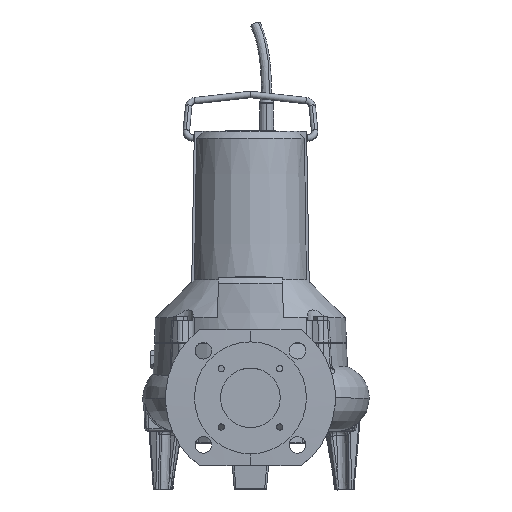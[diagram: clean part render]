
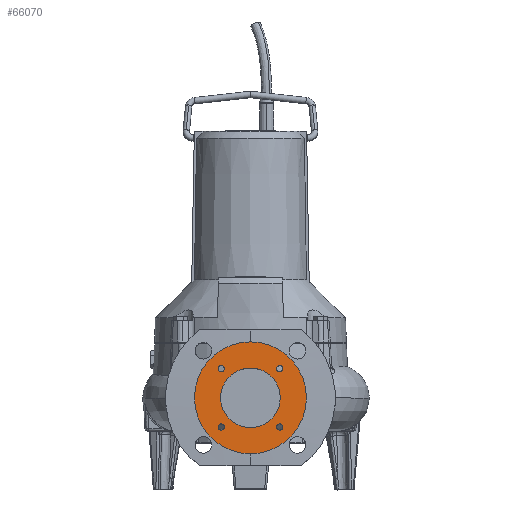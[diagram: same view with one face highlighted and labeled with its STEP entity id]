
A CAD part, top view. The second image highlights one B-rep face of the part: STEP entity #66070.
In plain terms, the highlighted face is planar.
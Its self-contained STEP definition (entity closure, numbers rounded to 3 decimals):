
#438 = DIRECTION ( 'NONE',  ( 0., 0., -1. ) ) ;
#1923 = DIRECTION ( 'NONE',  ( -1., 0., 0. ) ) ;
#2558 = CIRCLE ( 'NONE', #32709, 3.375 ) ;
#2991 = AXIS2_PLACEMENT_3D ( 'NONE', #56731, #17848, #39651 ) ;
#3752 = CARTESIAN_POINT ( 'NONE',  ( 180., 31.82, -31.82 ) ) ;
#3800 = DIRECTION ( 'NONE',  ( -1., 0., 0. ) ) ;
#4484 = DIRECTION ( 'NONE',  ( -1., 0., 0. ) ) ;
#4754 = AXIS2_PLACEMENT_3D ( 'NONE', #12225, #39111, #61274 ) ;
#4845 = EDGE_CURVE ( 'NONE', #29546, #42308, #65645, .T. ) ;
#5278 = DIRECTION ( 'NONE',  ( -1., 0., 0. ) ) ;
#6148 = EDGE_CURVE ( 'NONE', #70711, #25191, #48848, .T. ) ;
#6361 = CARTESIAN_POINT ( 'NONE',  ( 180., 31.82, 31.82 ) ) ;
#6954 = ORIENTED_EDGE ( 'NONE', *, *, #57082, .T. ) ;
#7155 = ORIENTED_EDGE ( 'NONE', *, *, #27671, .T. ) ;
#7172 = ORIENTED_EDGE ( 'NONE', *, *, #4845, .T. ) ;
#7830 = VERTEX_POINT ( 'NONE', #24386 ) ;
#8076 = CARTESIAN_POINT ( 'NONE',  ( 180., -31.82, 31.82 ) ) ;
#8855 = CIRCLE ( 'NONE', #36726, 32.5 ) ;
#9012 = VERTEX_POINT ( 'NONE', #34538 ) ;
#9586 = DIRECTION ( 'NONE',  ( 0., 0., -1. ) ) ;
#10287 = AXIS2_PLACEMENT_3D ( 'NONE', #70272, #15022, #9586 ) ;
#10614 = ORIENTED_EDGE ( 'NONE', *, *, #41549, .T. ) ;
#12225 = CARTESIAN_POINT ( 'NONE',  ( 180., 31.82, -31.82 ) ) ;
#13613 = VERTEX_POINT ( 'NONE', #31080 ) ;
#13780 = EDGE_CURVE ( 'NONE', #30647, #9012, #2558, .T. ) ;
#14204 = CARTESIAN_POINT ( 'NONE',  ( 180., 0., 61. ) ) ;
#14595 = CIRCLE ( 'NONE', #35501, 61. ) ;
#15022 = DIRECTION ( 'NONE',  ( 1., 0., 0. ) ) ;
#15867 = VERTEX_POINT ( 'NONE', #27612 ) ;
#16473 = DIRECTION ( 'NONE',  ( 0., 1., 0. ) ) ;
#17502 = CIRCLE ( 'NONE', #4754, 3.375 ) ;
#17848 = DIRECTION ( 'NONE',  ( -1., 0., 0. ) ) ;
#18185 = CIRCLE ( 'NONE', #26318, 3.375 ) ;
#19763 = DIRECTION ( 'NONE',  ( 0., 0., -1. ) ) ;
#20208 = CARTESIAN_POINT ( 'NONE',  ( 180., 28.445, -31.82 ) ) ;
#23249 = AXIS2_PLACEMENT_3D ( 'NONE', #8076, #1923, #58210 ) ;
#23283 = AXIS2_PLACEMENT_3D ( 'NONE', #44012, #61070, #438 ) ;
#24386 = CARTESIAN_POINT ( 'NONE',  ( 180., -35.195, 31.82 ) ) ;
#24469 = EDGE_LOOP ( 'NONE', ( #45729, #10614 ) ) ;
#25191 = VERTEX_POINT ( 'NONE', #30363 ) ;
#25820 = CARTESIAN_POINT ( 'NONE',  ( 180., 31.82, 31.82 ) ) ;
#25893 = DIRECTION ( 'NONE',  ( -1., 0., 0. ) ) ;
#26034 = CARTESIAN_POINT ( 'NONE',  ( 180., 0., 0. ) ) ;
#26318 = AXIS2_PLACEMENT_3D ( 'NONE', #49872, #66602, #16473 ) ;
#26421 = AXIS2_PLACEMENT_3D ( 'NONE', #48877, #60134, #59784 ) ;
#27510 = ORIENTED_EDGE ( 'NONE', *, *, #13780, .T. ) ;
#27612 = CARTESIAN_POINT ( 'NONE',  ( 180., 0., -32.5 ) ) ;
#27671 = EDGE_CURVE ( 'NONE', #25191, #70711, #14595, .T. ) ;
#29159 = EDGE_CURVE ( 'NONE', #56825, #15867, #47098, .T. ) ;
#29546 = VERTEX_POINT ( 'NONE', #39960 ) ;
#29712 = ORIENTED_EDGE ( 'NONE', *, *, #31364, .T. ) ;
#30363 = CARTESIAN_POINT ( 'NONE',  ( 180., 0., -61. ) ) ;
#30647 = VERTEX_POINT ( 'NONE', #54000 ) ;
#30983 = EDGE_CURVE ( 'NONE', #15867, #56825, #8855, .T. ) ;
#31080 = CARTESIAN_POINT ( 'NONE',  ( 180., -28.445, 31.82 ) ) ;
#31122 = DIRECTION ( 'NONE',  ( 0., 0., -1. ) ) ;
#31364 = EDGE_CURVE ( 'NONE', #13613, #7830, #18185, .T. ) ;
#32694 = DIRECTION ( 'NONE',  ( 0., 1., 0. ) ) ;
#32709 = AXIS2_PLACEMENT_3D ( 'NONE', #64403, #4484, #37156 ) ;
#33435 = FACE_BOUND ( 'NONE', #24469, .T. ) ;
#33671 = ORIENTED_EDGE ( 'NONE', *, *, #6148, .T. ) ;
#34143 = CARTESIAN_POINT ( 'NONE',  ( 180., 0., 32.5 ) ) ;
#34538 = CARTESIAN_POINT ( 'NONE',  ( 180., -28.445, -31.82 ) ) ;
#35185 = EDGE_LOOP ( 'NONE', ( #7155, #33671 ) ) ;
#35501 = AXIS2_PLACEMENT_3D ( 'NONE', #26034, #52936, #31122 ) ;
#35929 = CARTESIAN_POINT ( 'NONE',  ( 180., 35.195, 31.82 ) ) ;
#36231 = EDGE_LOOP ( 'NONE', ( #42994, #7172 ) ) ;
#36726 = AXIS2_PLACEMENT_3D ( 'NONE', #64433, #3800, #19763 ) ;
#37156 = DIRECTION ( 'NONE',  ( 0., 1., 0. ) ) ;
#38415 = EDGE_CURVE ( 'NONE', #7830, #13613, #42957, .T. ) ;
#39111 = DIRECTION ( 'NONE',  ( -1., 0., 0. ) ) ;
#39241 = FACE_BOUND ( 'NONE', #36231, .T. ) ;
#39651 = DIRECTION ( 'NONE',  ( 0., 0., -1. ) ) ;
#39960 = CARTESIAN_POINT ( 'NONE',  ( 180., 28.445, 31.82 ) ) ;
#41220 = ORIENTED_EDGE ( 'NONE', *, *, #30983, .T. ) ;
#41549 = EDGE_CURVE ( 'NONE', #55740, #45671, #17502, .T. ) ;
#42308 = VERTEX_POINT ( 'NONE', #35929 ) ;
#42645 = CIRCLE ( 'NONE', #26421, 3.375 ) ;
#42875 = AXIS2_PLACEMENT_3D ( 'NONE', #6361, #5278, #49927 ) ;
#42957 = CIRCLE ( 'NONE', #23249, 3.375 ) ;
#42994 = ORIENTED_EDGE ( 'NONE', *, *, #51896, .T. ) ;
#43587 = AXIS2_PLACEMENT_3D ( 'NONE', #25820, #54156, #32694 ) ;
#44012 = CARTESIAN_POINT ( 'NONE',  ( 180., 0., 0. ) ) ;
#44294 = EDGE_LOOP ( 'NONE', ( #41220, #58006 ) ) ;
#44587 = AXIS2_PLACEMENT_3D ( 'NONE', #3752, #25893, #54953 ) ;
#45671 = VERTEX_POINT ( 'NONE', #57681 ) ;
#45729 = ORIENTED_EDGE ( 'NONE', *, *, #71516, .T. ) ;
#47098 = CIRCLE ( 'NONE', #2991, 32.5 ) ;
#48077 = PLANE ( 'NONE',  #10287 ) ;
#48806 = FACE_BOUND ( 'NONE', #44294, .T. ) ;
#48848 = CIRCLE ( 'NONE', #23283, 61. ) ;
#48877 = CARTESIAN_POINT ( 'NONE',  ( 180., -31.82, -31.82 ) ) ;
#49104 = ORIENTED_EDGE ( 'NONE', *, *, #38415, .T. ) ;
#49822 = CIRCLE ( 'NONE', #42875, 3.375 ) ;
#49872 = CARTESIAN_POINT ( 'NONE',  ( 180., -31.82, 31.82 ) ) ;
#49927 = DIRECTION ( 'NONE',  ( 0., 1., 0. ) ) ;
#51896 = EDGE_CURVE ( 'NONE', #42308, #29546, #49822, .T. ) ;
#52936 = DIRECTION ( 'NONE',  ( 1., 0., 0. ) ) ;
#54000 = CARTESIAN_POINT ( 'NONE',  ( 180., -35.195, -31.82 ) ) ;
#54021 = EDGE_LOOP ( 'NONE', ( #29712, #49104 ) ) ;
#54156 = DIRECTION ( 'NONE',  ( -1., 0., 0. ) ) ;
#54953 = DIRECTION ( 'NONE',  ( 0., 1., 0. ) ) ;
#55622 = FACE_OUTER_BOUND ( 'NONE', #35185, .T. ) ;
#55740 = VERTEX_POINT ( 'NONE', #20208 ) ;
#56731 = CARTESIAN_POINT ( 'NONE',  ( 180., 0., 0. ) ) ;
#56825 = VERTEX_POINT ( 'NONE', #34143 ) ;
#57082 = EDGE_CURVE ( 'NONE', #9012, #30647, #42645, .T. ) ;
#57681 = CARTESIAN_POINT ( 'NONE',  ( 180., 35.195, -31.82 ) ) ;
#58006 = ORIENTED_EDGE ( 'NONE', *, *, #29159, .T. ) ;
#58210 = DIRECTION ( 'NONE',  ( 0., 1., 0. ) ) ;
#59784 = DIRECTION ( 'NONE',  ( 0., 1., 0. ) ) ;
#60134 = DIRECTION ( 'NONE',  ( -1., 0., 0. ) ) ;
#61040 = FACE_BOUND ( 'NONE', #54021, .T. ) ;
#61070 = DIRECTION ( 'NONE',  ( 1., 0., 0. ) ) ;
#61274 = DIRECTION ( 'NONE',  ( 0., 1., 0. ) ) ;
#61287 = EDGE_LOOP ( 'NONE', ( #6954, #27510 ) ) ;
#64403 = CARTESIAN_POINT ( 'NONE',  ( 180., -31.82, -31.82 ) ) ;
#64433 = CARTESIAN_POINT ( 'NONE',  ( 180., 0., 0. ) ) ;
#64795 = FACE_BOUND ( 'NONE', #61287, .T. ) ;
#65645 = CIRCLE ( 'NONE', #43587, 3.375 ) ;
#66070 = ADVANCED_FACE ( 'NONE', ( #64795, #33435, #39241, #61040, #48806, #55622 ), #48077, .T. ) ;
#66602 = DIRECTION ( 'NONE',  ( -1., 0., 0. ) ) ;
#70111 = CIRCLE ( 'NONE', #44587, 3.375 ) ;
#70272 = CARTESIAN_POINT ( 'NONE',  ( 180., 200., -200. ) ) ;
#70711 = VERTEX_POINT ( 'NONE', #14204 ) ;
#71516 = EDGE_CURVE ( 'NONE', #45671, #55740, #70111, .T. ) ;
